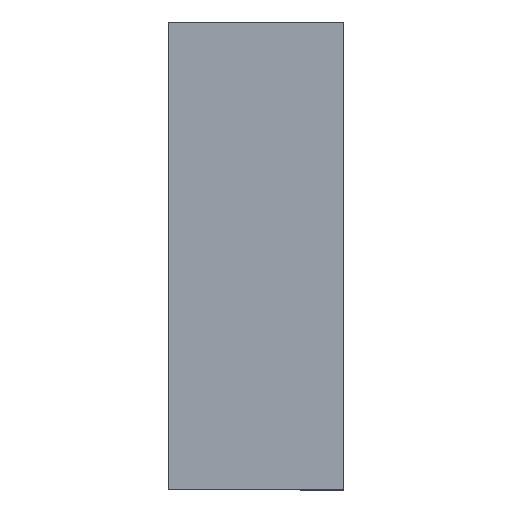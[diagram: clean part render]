
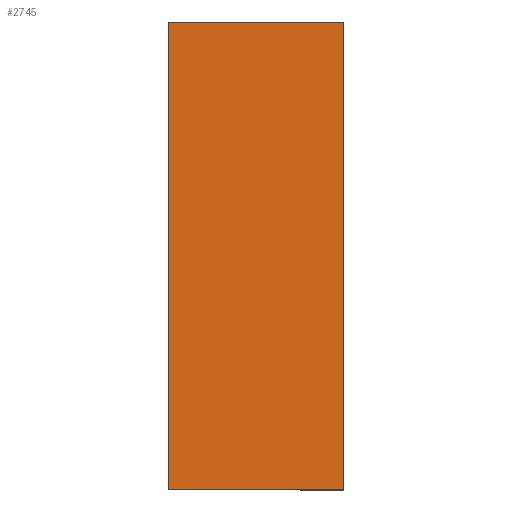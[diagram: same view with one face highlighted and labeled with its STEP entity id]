
A CAD part, left-side view. The second image highlights one B-rep face of the part: STEP entity #2745.
In plain terms, the highlighted planar face has unit normal (-1, 0, 0).
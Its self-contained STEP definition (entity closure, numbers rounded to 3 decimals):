
#36 = AXIS2_PLACEMENT_3D ( 'NONE', #7271, #7323, #7495 ) ;
#151 = EDGE_CURVE ( 'NONE', #2746, #503, #859, .T. ) ;
#503 = VERTEX_POINT ( 'NONE', #6542 ) ;
#555 = VECTOR ( 'NONE', #10228, 1000. ) ;
#613 = CARTESIAN_POINT ( 'NONE',  ( -1.6, 0.3, 0.8 ) ) ;
#859 = LINE ( 'NONE', #8274, #3743 ) ;
#1094 = VECTOR ( 'NONE', #6891, 1000. ) ;
#2472 = VERTEX_POINT ( 'NONE', #7671 ) ;
#2745 = ADVANCED_FACE ( 'NONE', ( #11751 ), #6436, .F. ) ;
#2746 = VERTEX_POINT ( 'NONE', #7200 ) ;
#2916 = ORIENTED_EDGE ( 'NONE', *, *, #151, .F. ) ;
#2978 = EDGE_CURVE ( 'NONE', #2746, #2472, #9815, .T. ) ;
#3315 = ORIENTED_EDGE ( 'NONE', *, *, #2978, .T. ) ;
#3743 = VECTOR ( 'NONE', #8222, 1000. ) ;
#3914 = DIRECTION ( 'NONE',  ( 0., -1., 0. ) ) ;
#5157 = EDGE_CURVE ( 'NONE', #9422, #2472, #8431, .T. ) ;
#6436 = PLANE ( 'NONE',  #36 ) ;
#6475 = EDGE_LOOP ( 'NONE', ( #3315, #8298, #8485, #2916 ) ) ;
#6542 = CARTESIAN_POINT ( 'NONE',  ( -1.6, 0.3, 0.8 ) ) ;
#6891 = DIRECTION ( 'NONE',  ( 0., -1., 0. ) ) ;
#7200 = CARTESIAN_POINT ( 'NONE',  ( -1.6, 0.3, -0.8 ) ) ;
#7271 = CARTESIAN_POINT ( 'NONE',  ( -1.6, 0.3, -0.8 ) ) ;
#7323 = DIRECTION ( 'NONE',  ( 1., 0., 0. ) ) ;
#7404 = CARTESIAN_POINT ( 'NONE',  ( -1.6, 0.3, -0.8 ) ) ;
#7495 = DIRECTION ( 'NONE',  ( 0., 0., -1. ) ) ;
#7671 = CARTESIAN_POINT ( 'NONE',  ( -1.6, -0.299, -0.8 ) ) ;
#8222 = DIRECTION ( 'NONE',  ( 0., 0., 1. ) ) ;
#8274 = CARTESIAN_POINT ( 'NONE',  ( -1.6, 0.3, -0.8 ) ) ;
#8298 = ORIENTED_EDGE ( 'NONE', *, *, #5157, .F. ) ;
#8431 = LINE ( 'NONE', #10946, #555 ) ;
#8485 = ORIENTED_EDGE ( 'NONE', *, *, #9776, .F. ) ;
#9422 = VERTEX_POINT ( 'NONE', #9841 ) ;
#9776 = EDGE_CURVE ( 'NONE', #503, #9422, #12399, .T. ) ;
#9815 = LINE ( 'NONE', #7404, #1094 ) ;
#9841 = CARTESIAN_POINT ( 'NONE',  ( -1.6, -0.299, 0.8 ) ) ;
#10228 = DIRECTION ( 'NONE',  ( 0., 0., -1. ) ) ;
#10946 = CARTESIAN_POINT ( 'NONE',  ( -1.6, -0.299, -0.8 ) ) ;
#11751 = FACE_OUTER_BOUND ( 'NONE', #6475, .T. ) ;
#12339 = VECTOR ( 'NONE', #3914, 1000. ) ;
#12399 = LINE ( 'NONE', #613, #12339 ) ;
